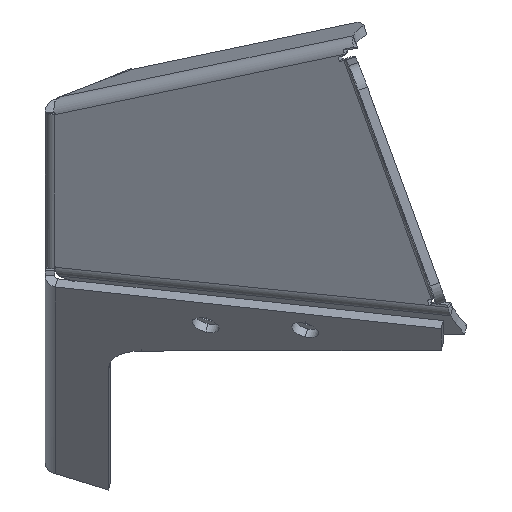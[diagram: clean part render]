
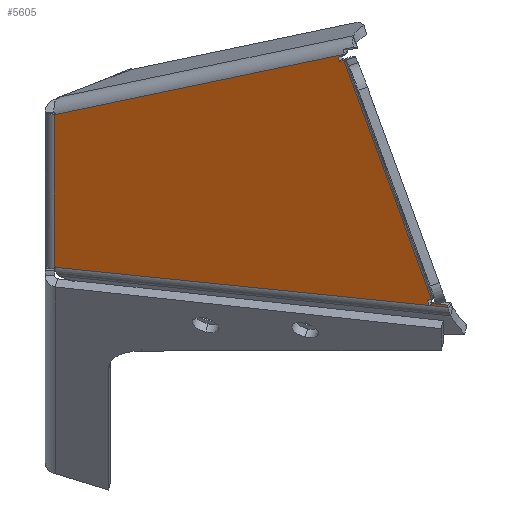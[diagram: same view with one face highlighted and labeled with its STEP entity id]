
A CAD part, left-side view. The second image highlights one B-rep face of the part: STEP entity #5605.
In plain terms, the highlighted planar face has unit normal (-0.902, 0.342, -0.263).
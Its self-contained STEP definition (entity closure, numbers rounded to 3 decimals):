
#23 = DIRECTION ( 'NONE',  ( -0.328, -0.94, -0.096 ) ) ;
#50 = CARTESIAN_POINT ( 'NONE',  ( -81.713, -64.058, -32.273 ) ) ;
#122 = VECTOR ( 'NONE', #2660, 1000. ) ;
#216 = VERTEX_POINT ( 'NONE', #2170 ) ;
#222 = ORIENTED_EDGE ( 'NONE', *, *, #5255, .F. ) ;
#234 = ORIENTED_EDGE ( 'NONE', *, *, #6710, .F. ) ;
#257 = AXIS2_PLACEMENT_3D ( 'NONE', #6488, #6513, #6424 ) ;
#281 = EDGE_CURVE ( 'NONE', #5874, #216, #3586, .T. ) ;
#295 = ORIENTED_EDGE ( 'NONE', *, *, #2234, .T. ) ;
#301 = ORIENTED_EDGE ( 'NONE', *, *, #6642, .F. ) ;
#323 = EDGE_CURVE ( 'NONE', #1511, #5534, #4879, .T. ) ;
#376 = ORIENTED_EDGE ( 'NONE', *, *, #3802, .T. ) ;
#382 = ORIENTED_EDGE ( 'NONE', *, *, #3536, .F. ) ;
#390 = CARTESIAN_POINT ( 'NONE',  ( -82.049, -64.781, -32.059 ) ) ;
#438 = ORIENTED_EDGE ( 'NONE', *, *, #3029, .T. ) ;
#440 = LINE ( 'NONE', #2614, #122 ) ;
#445 = ORIENTED_EDGE ( 'NONE', *, *, #1173, .T. ) ;
#508 = DIRECTION ( 'NONE',  ( 0.141, -0.341, -0.929 ) ) ;
#511 = ORIENTED_EDGE ( 'NONE', *, *, #6609, .F. ) ;
#528 = ORIENTED_EDGE ( 'NONE', *, *, #323, .T. ) ;
#538 = ORIENTED_EDGE ( 'NONE', *, *, #6579, .F. ) ;
#558 = DIRECTION ( 'NONE',  ( 0.28, 0., -0.96 ) ) ;
#593 = CARTESIAN_POINT ( 'NONE',  ( -88.08, -48.71, 9.557 ) ) ;
#629 = ORIENTED_EDGE ( 'NONE', *, *, #3404, .F. ) ;
#640 = VERTEX_POINT ( 'NONE', #4320 ) ;
#715 = LINE ( 'NONE', #1389, #3490 ) ;
#740 = CARTESIAN_POINT ( 'NONE',  ( -59.063, 0.08, -26.558 ) ) ;
#770 = CARTESIAN_POINT ( 'NONE',  ( -59.063, 0.08, -26.558 ) ) ;
#783 = ORIENTED_EDGE ( 'NONE', *, *, #281, .F. ) ;
#788 = ORIENTED_EDGE ( 'NONE', *, *, #847, .T. ) ;
#847 = EDGE_CURVE ( 'NONE', #3855, #216, #715, .T. ) ;
#924 = LINE ( 'NONE', #5742, #2196 ) ;
#1051 = VERTEX_POINT ( 'NONE', #390 ) ;
#1173 = EDGE_CURVE ( 'NONE', #5534, #2157, #2340, .T. ) ;
#1224 = VECTOR ( 'NONE', #2969, 1000. ) ;
#1314 = CARTESIAN_POINT ( 'NONE',  ( -81.596, -64.339, -33.04 ) ) ;
#1336 = CARTESIAN_POINT ( 'NONE',  ( -88.607, -49.843, 9.892 ) ) ;
#1389 = CARTESIAN_POINT ( 'NONE',  ( -82.099, -65.532, -32.867 ) ) ;
#1406 = VERTEX_POINT ( 'NONE', #5777 ) ;
#1411 = DIRECTION ( 'NONE',  ( -0.141, 0.341, 0.929 ) ) ;
#1506 = CARTESIAN_POINT ( 'NONE',  ( -88.607, -49.843, 9.892 ) ) ;
#1511 = VERTEX_POINT ( 'NONE', #2489 ) ;
#1674 = DIRECTION ( 'NONE',  ( 0.407, 0.876, -0.259 ) ) ;
#1743 = DIRECTION ( 'NONE',  ( -0.395, -0.899, 0.188 ) ) ;
#1780 = VERTEX_POINT ( 'NONE', #593 ) ;
#1883 = FACE_OUTER_BOUND ( 'NONE', #3725, .T. ) ;
#1993 = CARTESIAN_POINT ( 'NONE',  ( -82.804, -67.549, -33.072 ) ) ;
#2005 = VECTOR ( 'NONE', #23, 1000. ) ;
#2036 = VECTOR ( 'NONE', #1743, 1000. ) ;
#2157 = VERTEX_POINT ( 'NONE', #5725 ) ;
#2170 = CARTESIAN_POINT ( 'NONE',  ( -88.634, -49.779, 10.068 ) ) ;
#2196 = VECTOR ( 'NONE', #558, 1000. ) ;
#2234 = EDGE_CURVE ( 'NONE', #2157, #640, #3888, .T. ) ;
#2340 = LINE ( 'NONE', #5338, #2771 ) ;
#2404 = CARTESIAN_POINT ( 'NONE',  ( -88.299, -49.714, 9.004 ) ) ;
#2418 = CARTESIAN_POINT ( 'NONE',  ( -88.08, -48.71, 9.557 ) ) ;
#2489 = CARTESIAN_POINT ( 'NONE',  ( -82.745, -67.69, -33.457 ) ) ;
#2549 = DIRECTION ( 'NONE',  ( -0.141, 0.341, 0.929 ) ) ;
#2614 = CARTESIAN_POINT ( 'NONE',  ( -81.713, -64.058, -32.273 ) ) ;
#2660 = DIRECTION ( 'NONE',  ( 0.141, -0.341, -0.929 ) ) ;
#2682 = LINE ( 'NONE', #2404, #5378 ) ;
#2771 = VECTOR ( 'NONE', #4913, 1000. ) ;
#2843 = CARTESIAN_POINT ( 'NONE',  ( -82.804, -67.549, -33.072 ) ) ;
#2862 = VECTOR ( 'NONE', #1674, 1000. ) ;
#2969 = DIRECTION ( 'NONE',  ( 0.407, 0.876, -0.259 ) ) ;
#3029 = EDGE_CURVE ( 'NONE', #3406, #1511, #3561, .T. ) ;
#3041 = CARTESIAN_POINT ( 'NONE',  ( -82.745, -67.69, -33.457 ) ) ;
#3363 = CARTESIAN_POINT ( 'NONE',  ( -82.099, -65.532, -32.867 ) ) ;
#3404 = EDGE_CURVE ( 'NONE', #1406, #640, #6643, .T. ) ;
#3406 = VERTEX_POINT ( 'NONE', #770 ) ;
#3490 = VECTOR ( 'NONE', #1411, 1000. ) ;
#3536 = EDGE_CURVE ( 'NONE', #1780, #5879, #4281, .T. ) ;
#3561 = LINE ( 'NONE', #740, #2005 ) ;
#3586 = LINE ( 'NONE', #5523, #2036 ) ;
#3679 = CARTESIAN_POINT ( 'NONE',  ( -87.963, -48.991, 8.79 ) ) ;
#3725 = EDGE_LOOP ( 'NONE', ( #382, #222, #788, #783, #376, #438, #528, #445, #295, #629, #538, #511, #301, #234 ) ) ;
#3752 = CARTESIAN_POINT ( 'NONE',  ( -82.049, -64.781, -32.059 ) ) ;
#3783 = CARTESIAN_POINT ( 'NONE',  ( -66.703, 0.08, -0.333 ) ) ;
#3802 = EDGE_CURVE ( 'NONE', #5874, #3406, #924, .T. ) ;
#3855 = VERTEX_POINT ( 'NONE', #1506 ) ;
#3888 = LINE ( 'NONE', #3363, #6414 ) ;
#4018 = LINE ( 'NONE', #1336, #1224 ) ;
#4042 = VECTOR ( 'NONE', #4988, 1000. ) ;
#4281 = LINE ( 'NONE', #2418, #5496 ) ;
#4320 = CARTESIAN_POINT ( 'NONE',  ( -82.124, -65.473, -32.705 ) ) ;
#4512 = CARTESIAN_POINT ( 'NONE',  ( -82.784, -67.596, -33.2 ) ) ;
#4541 = VERTEX_POINT ( 'NONE', #50 ) ;
#4813 = CARTESIAN_POINT ( 'NONE',  ( -82.765, -67.643, -33.329 ) ) ;
#4879 =( BOUNDED_CURVE ( )  B_SPLINE_CURVE ( 3, ( #3041, #4813, #4512, #1993 ),
 .UNSPECIFIED., .F., .F. ) 
 B_SPLINE_CURVE_WITH_KNOTS ( ( 4, 4 ),
 ( 5.026, 5.027 ),
 .UNSPECIFIED. ) 
 CURVE ( )  GEOMETRIC_REPRESENTATION_ITEM ( )  RATIONAL_B_SPLINE_CURVE ( ( 1., 1., 1., 1. ) ) 
 REPRESENTATION_ITEM ( '' )  );
#4913 = DIRECTION ( 'NONE',  ( 0.328, 0.94, 0.096 ) ) ;
#4988 = DIRECTION ( 'NONE',  ( -0.407, -0.876, 0.259 ) ) ;
#5049 = VECTOR ( 'NONE', #5751, 1000. ) ;
#5255 = EDGE_CURVE ( 'NONE', #3855, #1780, #4018, .T. ) ;
#5338 = CARTESIAN_POINT ( 'NONE',  ( -84.09, -71.231, -33.447 ) ) ;
#5378 = VECTOR ( 'NONE', #6712, 1000. ) ;
#5496 = VECTOR ( 'NONE', #508, 1000. ) ;
#5523 = CARTESIAN_POINT ( 'NONE',  ( -90.948, -55.04, 11.166 ) ) ;
#5534 = VERTEX_POINT ( 'NONE', #2843 ) ;
#5588 = VERTEX_POINT ( 'NONE', #6542 ) ;
#5605 = ADVANCED_FACE ( 'NONE', ( #1883 ), #6449, .T. ) ;
#5679 = LINE ( 'NONE', #3752, #2862 ) ;
#5725 = CARTESIAN_POINT ( 'NONE',  ( -82.099, -65.532, -32.867 ) ) ;
#5742 = CARTESIAN_POINT ( 'NONE',  ( -71.687, 0.08, 16.777 ) ) ;
#5751 = DIRECTION ( 'NONE',  ( -0.407, -0.876, 0.259 ) ) ;
#5777 = CARTESIAN_POINT ( 'NONE',  ( -81.596, -64.339, -33.04 ) ) ;
#5874 = VERTEX_POINT ( 'NONE', #3783 ) ;
#5879 = VERTEX_POINT ( 'NONE', #3679 ) ;
#6353 = LINE ( 'NONE', #6613, #5049 ) ;
#6414 = VECTOR ( 'NONE', #2549, 1000. ) ;
#6424 = DIRECTION ( 'NONE',  ( 0.354, 0.935, 0. ) ) ;
#6449 = PLANE ( 'NONE',  #257 ) ;
#6488 = CARTESIAN_POINT ( 'NONE',  ( -90.948, -55.04, 11.166 ) ) ;
#6513 = DIRECTION ( 'NONE',  ( -0.902, 0.342, -0.263 ) ) ;
#6542 = CARTESIAN_POINT ( 'NONE',  ( -88.299, -49.714, 9.004 ) ) ;
#6579 = EDGE_CURVE ( 'NONE', #4541, #1406, #440, .T. ) ;
#6609 = EDGE_CURVE ( 'NONE', #1051, #4541, #5679, .T. ) ;
#6613 = CARTESIAN_POINT ( 'NONE',  ( -87.963, -48.991, 8.79 ) ) ;
#6642 = EDGE_CURVE ( 'NONE', #5588, #1051, #2682, .T. ) ;
#6643 = LINE ( 'NONE', #1314, #4042 ) ;
#6710 = EDGE_CURVE ( 'NONE', #5879, #5588, #6353, .T. ) ;
#6712 = DIRECTION ( 'NONE',  ( 0.141, -0.341, -0.929 ) ) ;
